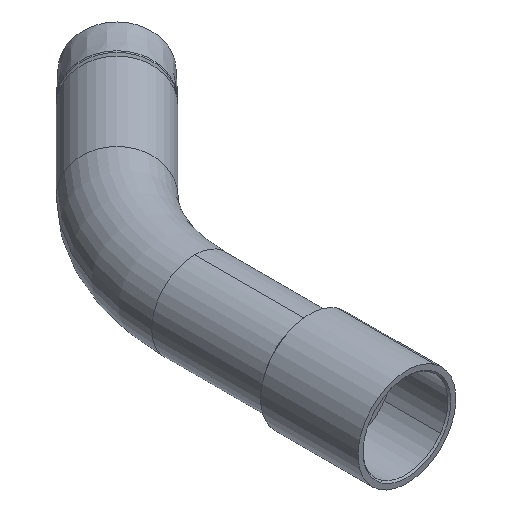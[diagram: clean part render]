
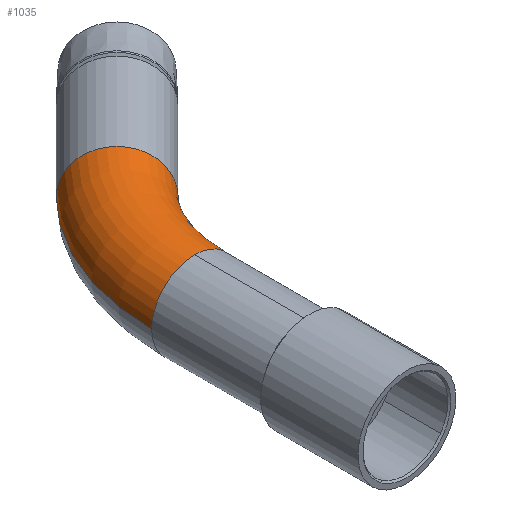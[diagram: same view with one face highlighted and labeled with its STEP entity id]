
A CAD part, isometric view. The second image highlights one B-rep face of the part: STEP entity #1035.
In plain terms, the highlighted toroidal (fillet/blend) face has major radius 92.5 mm and minor radius 21.2 mm.
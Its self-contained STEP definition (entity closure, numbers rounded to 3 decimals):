
#293 = DIRECTION ( 'NONE',  ( 0., 0., 1. ) ) ;
#294 = DIRECTION ( 'NONE',  ( 0.707, 0.707, 0. ) ) ;
#295 = CARTESIAN_POINT ( 'NONE',  ( 27.093, 142.093, 0. ) ) ;
#296 = AXIS2_PLACEMENT_3D ( 'NONE', #295, #294, #293 ) ;
#301 = CIRCLE ( 'NONE', #296, 21.2 ) ;
#377 = DIRECTION ( 'NONE',  ( 0., 0., 1. ) ) ;
#378 = DIRECTION ( 'NONE',  ( 0., 1., 0. ) ) ;
#379 = CARTESIAN_POINT ( 'NONE',  ( 0., 76.685, 0. ) ) ;
#380 = AXIS2_PLACEMENT_3D ( 'NONE', #379, #378, #377 ) ;
#381 = CIRCLE ( 'NONE', #380, 21.2 ) ;
#383 = CARTESIAN_POINT ( 'NONE',  ( 0., 76.685, 21.2 ) ) ;
#553 = DIRECTION ( 'NONE',  ( -1., 0., 0. ) ) ;
#554 = DIRECTION ( 'NONE',  ( 0., 0., -1. ) ) ;
#555 = CARTESIAN_POINT ( 'NONE',  ( 92.5, 76.685, 0. ) ) ;
#556 = AXIS2_PLACEMENT_3D ( 'NONE', #555, #554, #553 ) ;
#557 = CIRCLE ( 'NONE', #556, 71.3 ) ;
#558 = DIRECTION ( 'NONE',  ( -1., 0., 0. ) ) ;
#559 = DIRECTION ( 'NONE',  ( 0., 0., -1. ) ) ;
#560 = CARTESIAN_POINT ( 'NONE',  ( 92.5, 76.685, 0. ) ) ;
#561 = AXIS2_PLACEMENT_3D ( 'NONE', #560, #559, #558 ) ;
#562 = CIRCLE ( 'NONE', #561, 113.7 ) ;
#581 = CARTESIAN_POINT ( 'NONE',  ( -21.2, 76.685, 0. ) ) ;
#618 = CARTESIAN_POINT ( 'NONE',  ( 12.102, 157.083, 0. ) ) ;
#619 = CARTESIAN_POINT ( 'NONE',  ( 42.083, 127.102, 0. ) ) ;
#634 = CARTESIAN_POINT ( 'NONE',  ( 21.2, 76.685, 0. ) ) ;
#1015 = ORIENTED_EDGE ( 'NONE', *, *, #1650, .F. ) ;
#1016 = EDGE_LOOP ( 'NONE', ( #1015, #1022, #1036, #1039, #1020 ) ) ;
#1020 = ORIENTED_EDGE ( 'NONE', *, *, #1362, .F. ) ;
#1022 = ORIENTED_EDGE ( 'NONE', *, *, #1028, .T. ) ;
#1028 = EDGE_CURVE ( 'NONE', #1672, #1378, #1430, .T. ) ;
#1035 = ADVANCED_FACE ( 'NONE', ( #1441 ), #1435, .T. ) ;
#1036 = ORIENTED_EDGE ( 'NONE', *, *, #1381, .T. ) ;
#1039 = ORIENTED_EDGE ( 'NONE', *, *, #1651, .T. ) ;
#1362 = EDGE_CURVE ( 'NONE', #1683, #1681, #301, .T. ) ;
#1378 = VERTEX_POINT ( 'NONE', #383 ) ;
#1381 = EDGE_CURVE ( 'NONE', #1378, #1677, #381, .T. ) ;
#1429 = CARTESIAN_POINT ( 'NONE',  ( 0., 76.685, 0. ) ) ;
#1430 = CIRCLE ( 'NONE', #1433, 21.2 ) ;
#1433 = AXIS2_PLACEMENT_3D ( 'NONE', #1429, #1446, #1434 ) ;
#1434 = DIRECTION ( 'NONE',  ( 0., 0., 1. ) ) ;
#1435 = TOROIDAL_SURFACE ( 'NONE', #1461, 92.5, 21.2 ) ;
#1441 = FACE_OUTER_BOUND ( 'NONE', #1016, .T. ) ;
#1446 = DIRECTION ( 'NONE',  ( 0., 1., 0. ) ) ;
#1458 = DIRECTION ( 'NONE',  ( -1., 0., 0. ) ) ;
#1459 = DIRECTION ( 'NONE',  ( 0., 0., -1. ) ) ;
#1460 = CARTESIAN_POINT ( 'NONE',  ( 92.5, 76.685, 0. ) ) ;
#1461 = AXIS2_PLACEMENT_3D ( 'NONE', #1460, #1459, #1458 ) ;
#1650 = EDGE_CURVE ( 'NONE', #1672, #1683, #562, .T. ) ;
#1651 = EDGE_CURVE ( 'NONE', #1677, #1681, #557, .T. ) ;
#1672 = VERTEX_POINT ( 'NONE', #581 ) ;
#1677 = VERTEX_POINT ( 'NONE', #634 ) ;
#1681 = VERTEX_POINT ( 'NONE', #619 ) ;
#1683 = VERTEX_POINT ( 'NONE', #618 ) ;
